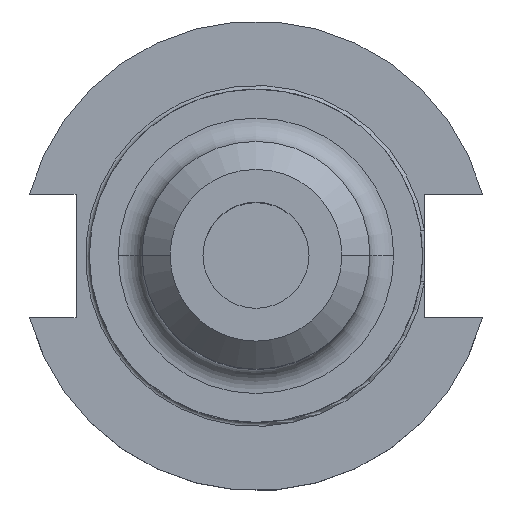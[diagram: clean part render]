
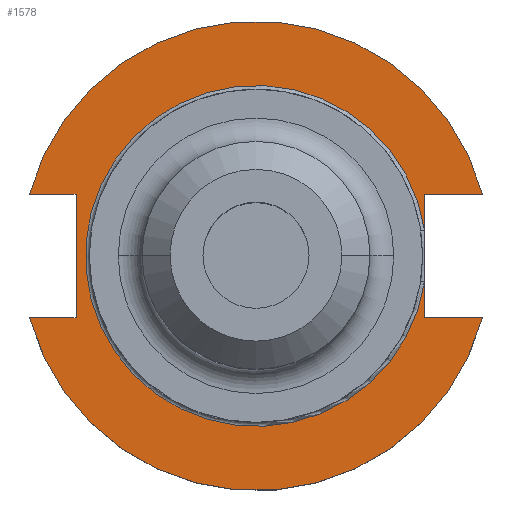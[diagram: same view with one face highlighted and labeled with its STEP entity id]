
A CAD part, top view. The second image highlights one B-rep face of the part: STEP entity #1578.
In plain terms, the highlighted planar face has unit normal (0, 0, 1).
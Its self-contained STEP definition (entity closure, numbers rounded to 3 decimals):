
#10 = VECTOR ( 'NONE', #635, 1000. ) ;
#75 = DIRECTION ( 'NONE',  ( 0., 0., -1. ) ) ;
#110 = DIRECTION ( 'NONE',  ( 0., 0., 1. ) ) ;
#165 = VECTOR ( 'NONE', #1387, 1000. ) ;
#244 = LINE ( 'NONE', #1706, #10 ) ;
#247 = ORIENTED_EDGE ( 'NONE', *, *, #1254, .F. ) ;
#258 = EDGE_CURVE ( 'NONE', #1528, #485, #992, .T. ) ;
#274 = VERTEX_POINT ( 'NONE', #984 ) ;
#285 = EDGE_LOOP ( 'NONE', ( #554, #1230, #702, #1253, #851, #247, #432, #474, #455, #1529 ) ) ;
#342 = CARTESIAN_POINT ( 'NONE',  ( -37.719, 12.954, 19.05 ) ) ;
#381 = VERTEX_POINT ( 'NONE', #1032 ) ;
#432 = ORIENTED_EDGE ( 'NONE', *, *, #1637, .F. ) ;
#455 = ORIENTED_EDGE ( 'NONE', *, *, #701, .T. ) ;
#474 = ORIENTED_EDGE ( 'NONE', *, *, #925, .F. ) ;
#484 = DIRECTION ( 'NONE',  ( 0., 0., 1. ) ) ;
#485 = VERTEX_POINT ( 'NONE', #893 ) ;
#523 = AXIS2_PLACEMENT_3D ( 'NONE', #1300, #1293, #1589 ) ;
#527 = PLANE ( 'NONE',  #1742 ) ;
#554 = ORIENTED_EDGE ( 'NONE', *, *, #660, .F. ) ;
#571 = DIRECTION ( 'NONE',  ( 1., 0., 0. ) ) ;
#579 = CARTESIAN_POINT ( 'NONE',  ( 0., 0., 19.05 ) ) ;
#592 = EDGE_CURVE ( 'NONE', #1528, #789, #1155, .T. ) ;
#617 = DIRECTION ( 'NONE',  ( 1., 0., 0. ) ) ;
#635 = DIRECTION ( 'NONE',  ( 0., -1., 0. ) ) ;
#660 = EDGE_CURVE ( 'NONE', #381, #1526, #1549, .T. ) ;
#701 = EDGE_CURVE ( 'NONE', #274, #1566, #1219, .T. ) ;
#702 = ORIENTED_EDGE ( 'NONE', *, *, #1160, .F. ) ;
#712 = VECTOR ( 'NONE', #1349, 1000. ) ;
#740 = LINE ( 'NONE', #1236, #1035 ) ;
#789 = VERTEX_POINT ( 'NONE', #867 ) ;
#806 = EDGE_CURVE ( 'NONE', #381, #1676, #1085, .T. ) ;
#851 = ORIENTED_EDGE ( 'NONE', *, *, #592, .T. ) ;
#859 = AXIS2_PLACEMENT_3D ( 'NONE', #579, #484, #571 ) ;
#867 = CARTESIAN_POINT ( 'NONE',  ( -47.477, 12.954, 19.05 ) ) ;
#893 = CARTESIAN_POINT ( 'NONE',  ( 35.306, 12.954, 19.05 ) ) ;
#925 = EDGE_CURVE ( 'NONE', #274, #1226, #740, .T. ) ;
#942 = LINE ( 'NONE', #1504, #1197 ) ;
#982 = CARTESIAN_POINT ( 'NONE',  ( 35.306, 12.954, 19.05 ) ) ;
#984 = CARTESIAN_POINT ( 'NONE',  ( -47.477, -12.954, 19.05 ) ) ;
#992 = LINE ( 'NONE', #982, #1175 ) ;
#1032 = CARTESIAN_POINT ( 'NONE',  ( 35.306, -5.455, 19.05 ) ) ;
#1033 = CARTESIAN_POINT ( 'NONE',  ( 47.477, -12.954, 19.05 ) ) ;
#1035 = VECTOR ( 'NONE', #617, 1000. ) ;
#1083 = EDGE_CURVE ( 'NONE', #1526, #1566, #942, .T. ) ;
#1085 = CIRCLE ( 'NONE', #1225, 35.725 ) ;
#1155 = CIRCLE ( 'NONE', #523, 49.212 ) ;
#1160 = EDGE_CURVE ( 'NONE', #485, #1676, #244, .T. ) ;
#1175 = VECTOR ( 'NONE', #1431, 1000. ) ;
#1197 = VECTOR ( 'NONE', #1494, 1000. ) ;
#1219 = CIRCLE ( 'NONE', #859, 49.212 ) ;
#1225 = AXIS2_PLACEMENT_3D ( 'NONE', #1586, #75, #1443 ) ;
#1226 = VERTEX_POINT ( 'NONE', #1455 ) ;
#1230 = ORIENTED_EDGE ( 'NONE', *, *, #806, .T. ) ;
#1236 = CARTESIAN_POINT ( 'NONE',  ( -63.719, -12.954, 19.05 ) ) ;
#1243 = LINE ( 'NONE', #342, #165 ) ;
#1253 = ORIENTED_EDGE ( 'NONE', *, *, #258, .F. ) ;
#1254 = EDGE_CURVE ( 'NONE', #1390, #789, #1489, .T. ) ;
#1293 = DIRECTION ( 'NONE',  ( 0., 0., 1. ) ) ;
#1300 = CARTESIAN_POINT ( 'NONE',  ( 0., 0., 19.05 ) ) ;
#1323 = CARTESIAN_POINT ( 'NONE',  ( -37.719, 12.954, 19.05 ) ) ;
#1349 = DIRECTION ( 'NONE',  ( -1., 0., 0. ) ) ;
#1374 = VECTOR ( 'NONE', #1707, 1000. ) ;
#1387 = DIRECTION ( 'NONE',  ( 0., 1., 0. ) ) ;
#1390 = VERTEX_POINT ( 'NONE', #1323 ) ;
#1431 = DIRECTION ( 'NONE',  ( -1., 0., 0. ) ) ;
#1443 = DIRECTION ( 'NONE',  ( 1., 0., 0. ) ) ;
#1455 = CARTESIAN_POINT ( 'NONE',  ( -37.719, -12.954, 19.05 ) ) ;
#1463 = CARTESIAN_POINT ( 'NONE',  ( 47.477, 12.954, 19.05 ) ) ;
#1481 = CARTESIAN_POINT ( 'NONE',  ( 0., 49.212, 19.05 ) ) ;
#1489 = LINE ( 'NONE', #1753, #712 ) ;
#1494 = DIRECTION ( 'NONE',  ( 1., 0., 0. ) ) ;
#1504 = CARTESIAN_POINT ( 'NONE',  ( 35.306, -12.954, 19.05 ) ) ;
#1526 = VERTEX_POINT ( 'NONE', #1721 ) ;
#1528 = VERTEX_POINT ( 'NONE', #1463 ) ;
#1529 = ORIENTED_EDGE ( 'NONE', *, *, #1083, .F. ) ;
#1547 = CARTESIAN_POINT ( 'NONE',  ( 35.306, 5.455, 19.05 ) ) ;
#1549 = LINE ( 'NONE', #1690, #1374 ) ;
#1566 = VERTEX_POINT ( 'NONE', #1033 ) ;
#1578 = ADVANCED_FACE ( 'NONE', ( #1655 ), #527, .T. ) ;
#1586 = CARTESIAN_POINT ( 'NONE',  ( 0., 0., 19.05 ) ) ;
#1589 = DIRECTION ( 'NONE',  ( 1., 0., 0. ) ) ;
#1616 = DIRECTION ( 'NONE',  ( 1., 0., 0. ) ) ;
#1637 = EDGE_CURVE ( 'NONE', #1226, #1390, #1243, .T. ) ;
#1655 = FACE_OUTER_BOUND ( 'NONE', #285, .T. ) ;
#1676 = VERTEX_POINT ( 'NONE', #1547 ) ;
#1690 = CARTESIAN_POINT ( 'NONE',  ( 35.306, 12.954, 19.05 ) ) ;
#1706 = CARTESIAN_POINT ( 'NONE',  ( 35.306, 12.954, 19.05 ) ) ;
#1707 = DIRECTION ( 'NONE',  ( 0., -1., 0. ) ) ;
#1721 = CARTESIAN_POINT ( 'NONE',  ( 35.306, -12.954, 19.05 ) ) ;
#1742 = AXIS2_PLACEMENT_3D ( 'NONE', #1481, #110, #1616 ) ;
#1753 = CARTESIAN_POINT ( 'NONE',  ( -63.719, 12.954, 19.05 ) ) ;
